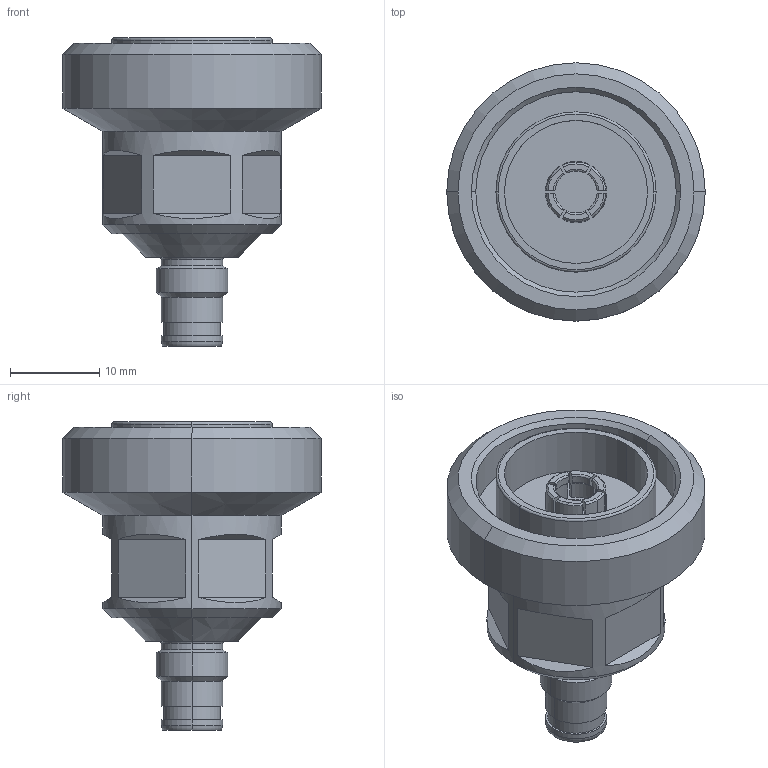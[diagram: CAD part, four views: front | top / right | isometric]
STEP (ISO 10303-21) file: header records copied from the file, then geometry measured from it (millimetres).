
FILE_DESCRIPTION (( 'STEP AP214' ), '1' );
FILE_NAME ('J01122A0039.STEP', '2020-03-26T09:44:38', ( '' ), ( '' ), 'SwSTEP 2.0', 'SolidWorks 2018', '' );
FILE_SCHEMA (( 'AUTOMOTIVE_DESIGN' ));
Length unit declared in the file: millimetre
Products named in the file (1): J01122A0039
Bounding box: 29 x 29 x 34.6 mm (x, y, z)
Volume: 8388.1 mm3; surface area: 4149.7 mm2
Topology: 1 solids, 1 shells, 260 faces, 652 edges, 424 vertices
Faces by surface type: plane 82, cone 72, cylinder 66, torus 40
Entity records: 10955 total; most frequent: CARTESIAN_POINT 2075, ORIENTED_EDGE 1304, DIRECTION 1214, EDGE_CURVE 652, AXIS2_PLACEMENT_3D 483, VERTEX_POINT 424, EDGE_LOOP 290, ADVANCED_FACE 260
